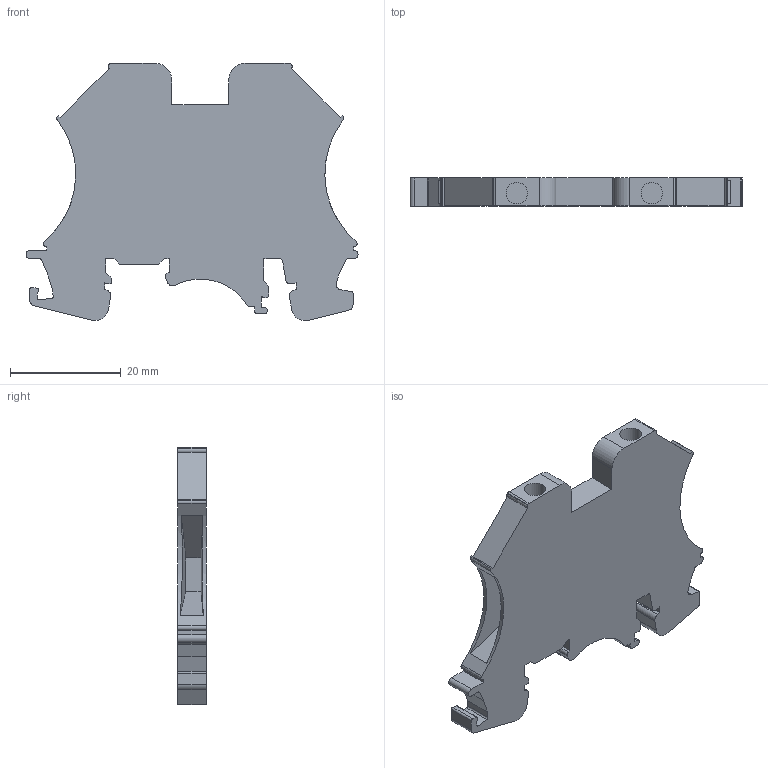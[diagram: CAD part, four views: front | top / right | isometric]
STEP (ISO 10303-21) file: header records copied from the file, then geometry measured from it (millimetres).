
FILE_DESCRIPTION( ( 'STEP AP214' ), '1' );
FILE_NAME( 'CDU2.5.stp', '2023-01-06T04:06:12', ( ' ' ), ( ' ' ), 'XStep 1.0', ' ', ' ' );
FILE_SCHEMA( ( 'CONFIG_CONTROL_DESIGN) ( )' ) );
Length unit declared in the file: metre
Products named in the file (1): 1
Bounding box: 60 x 5.1 x 46.51 mm (x, y, z)
Volume: 9134.9 mm3; surface area: 5629.4 mm2
Topology: 1 solids, 1 shells, 128 faces, 358 edges, 236 vertices
Faces by surface type: plane 89, cylinder 39
Full cylindrical faces by diameter (mm): 3.9 x2
Entity records: 5130 total; most frequent: CARTESIAN_POINT 721, ORIENTED_EDGE 712, DIRECTION 696, EDGE_CURVE 356, LINE 274, VECTOR 274, VERTEX_POINT 236, AXIS2_PLACEMENT_3D 211
